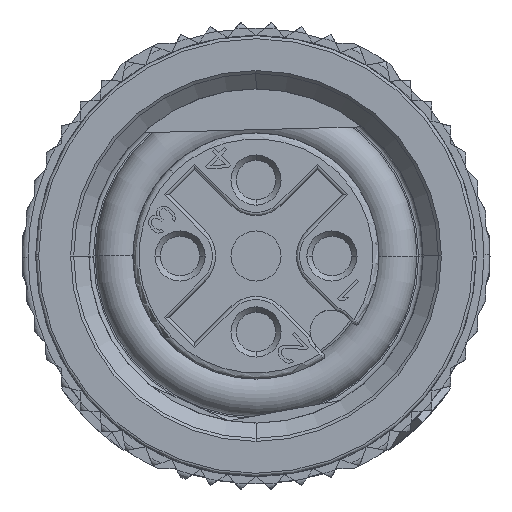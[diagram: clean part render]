
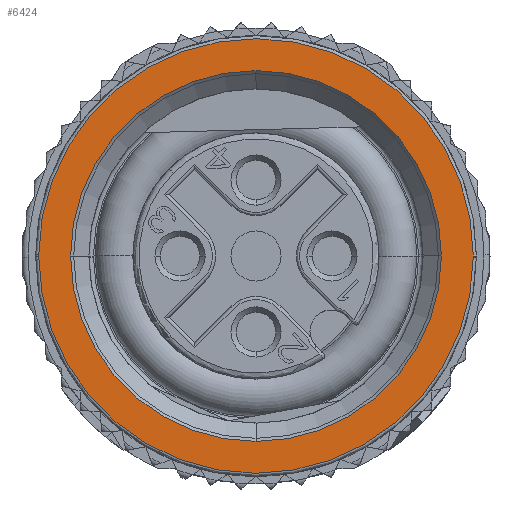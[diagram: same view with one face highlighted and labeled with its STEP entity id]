
A CAD part, front view. The second image highlights one B-rep face of the part: STEP entity #6424.
In plain terms, the highlighted planar face has unit normal (0, -1, 0).
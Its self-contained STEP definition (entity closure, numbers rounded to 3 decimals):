
#6424=ADVANCED_FACE('',(#12986,#12987),#12988,.T.);
#12986=FACE_OUTER_BOUND('',#35242,.T.);
#12987=FACE_BOUND('',#35243,.T.);
#12988=PLANE('',#35244);
#35242=EDGE_LOOP('',(#59636,#59637,#59638,#59639));
#35243=EDGE_LOOP('',(#59640,#59641,#59642,#59643));
#35244=AXIS2_PLACEMENT_3D('',#59644,#59645,#59646);
#59636=ORIENTED_EDGE('',*,*,#68120,.F.);
#59637=ORIENTED_EDGE('',*,*,#66519,.F.);
#59638=ORIENTED_EDGE('',*,*,#68118,.F.);
#59639=ORIENTED_EDGE('',*,*,#66524,.F.);
#59640=ORIENTED_EDGE('',*,*,#68128,.F.);
#59641=ORIENTED_EDGE('',*,*,#66502,.F.);
#59642=ORIENTED_EDGE('',*,*,#66509,.F.);
#59643=ORIENTED_EDGE('',*,*,#68129,.F.);
#59644=CARTESIAN_POINT('',(0.0,-12.4,0.0));
#59645=DIRECTION('',(0.0,-1.0,0.0));
#59646=DIRECTION('',(1.0,0.0,0.0));
#66502=EDGE_CURVE('',#76930,#76928,#76932,.T.);
#66509=EDGE_CURVE('',#76940,#76930,#76942,.T.);
#66519=EDGE_CURVE('',#76958,#76954,#76960,.T.);
#66524=EDGE_CURVE('',#76967,#76963,#76969,.T.);
#68118=EDGE_CURVE('',#76963,#76958,#79259,.T.);
#68120=EDGE_CURVE('',#76954,#76967,#79261,.T.);
#68128=EDGE_CURVE('',#76928,#79270,#79271,.T.);
#68129=EDGE_CURVE('',#79270,#76940,#79272,.T.);
#76928=VERTEX_POINT('',#97854);
#76930=VERTEX_POINT('',#97857);
#76932=CIRCLE('',#97860,6.1);
#76940=VERTEX_POINT('',#97869);
#76942=CIRCLE('',#97872,6.1);
#76954=VERTEX_POINT('',#97884);
#76958=VERTEX_POINT('',#97888);
#76960=CIRCLE('',#97890,7.15);
#76963=VERTEX_POINT('',#97893);
#76967=VERTEX_POINT('',#97897);
#76969=CIRCLE('',#97899,7.15);
#79259=CIRCLE('',#103098,7.15);
#79261=CIRCLE('',#103100,7.15);
#79270=VERTEX_POINT('',#103111);
#79271=CIRCLE('',#103112,6.1);
#79272=CIRCLE('',#103113,6.1);
#97854=CARTESIAN_POINT('',(0.0,-12.4,6.1));
#97857=CARTESIAN_POINT('',(6.1,-12.4,0.0));
#97860=AXIS2_PLACEMENT_3D('',#113155,#113156,#113157);
#97869=CARTESIAN_POINT('',(0.0,-12.4,-6.1));
#97872=AXIS2_PLACEMENT_3D('',#113166,#113167,#113168);
#97884=CARTESIAN_POINT('',(-7.15,-12.4,0.052));
#97888=CARTESIAN_POINT('',(-7.15,-12.4,0.0));
#97890=AXIS2_PLACEMENT_3D('',#113190,#113191,#113192);
#97893=CARTESIAN_POINT('',(7.15,-12.4,-0.052));
#97897=CARTESIAN_POINT('',(7.15,-12.4,0.0));
#97899=AXIS2_PLACEMENT_3D('',#113202,#113203,#113204);
#103098=AXIS2_PLACEMENT_3D('',#115103,#115104,#115105);
#103100=AXIS2_PLACEMENT_3D('',#115106,#115107,#115108);
#103111=CARTESIAN_POINT('',(-6.1,-12.4,0.0));
#103112=AXIS2_PLACEMENT_3D('',#115117,#115118,#115119);
#103113=AXIS2_PLACEMENT_3D('',#115120,#115121,#115122);
#113155=CARTESIAN_POINT('',(0.0,-12.4,0.0));
#113156=DIRECTION('',(0.0,-1.0,0.0));
#113157=DIRECTION('',(1.0,0.0,0.0));
#113166=CARTESIAN_POINT('',(0.0,-12.4,0.0));
#113167=DIRECTION('',(0.0,-1.0,0.0));
#113168=DIRECTION('',(0.0,0.0,-1.0));
#113190=CARTESIAN_POINT('',(0.0,-12.4,0.0));
#113191=DIRECTION('',(0.0,1.0,0.0));
#113192=DIRECTION('',(-1.0,0.0,0.0));
#113202=CARTESIAN_POINT('',(0.0,-12.4,0.0));
#113203=DIRECTION('',(-0.0,1.0,0.0));
#113204=DIRECTION('',(1.0,0.0,0.0));
#115103=CARTESIAN_POINT('',(0.0,-12.4,0.0));
#115104=DIRECTION('',(0.0,1.0,0.0));
#115105=DIRECTION('',(1.,0.0,-0.007));
#115106=CARTESIAN_POINT('',(0.0,-12.4,0.0));
#115107=DIRECTION('',(0.0,1.0,0.0));
#115108=DIRECTION('',(-1.,0.0,0.007));
#115117=CARTESIAN_POINT('',(0.0,-12.4,0.0));
#115118=DIRECTION('',(0.0,-1.0,0.0));
#115119=DIRECTION('',(0.0,0.0,1.0));
#115120=CARTESIAN_POINT('',(0.0,-12.4,0.0));
#115121=DIRECTION('',(0.0,-1.0,0.0));
#115122=DIRECTION('',(-1.0,0.0,0.0));
